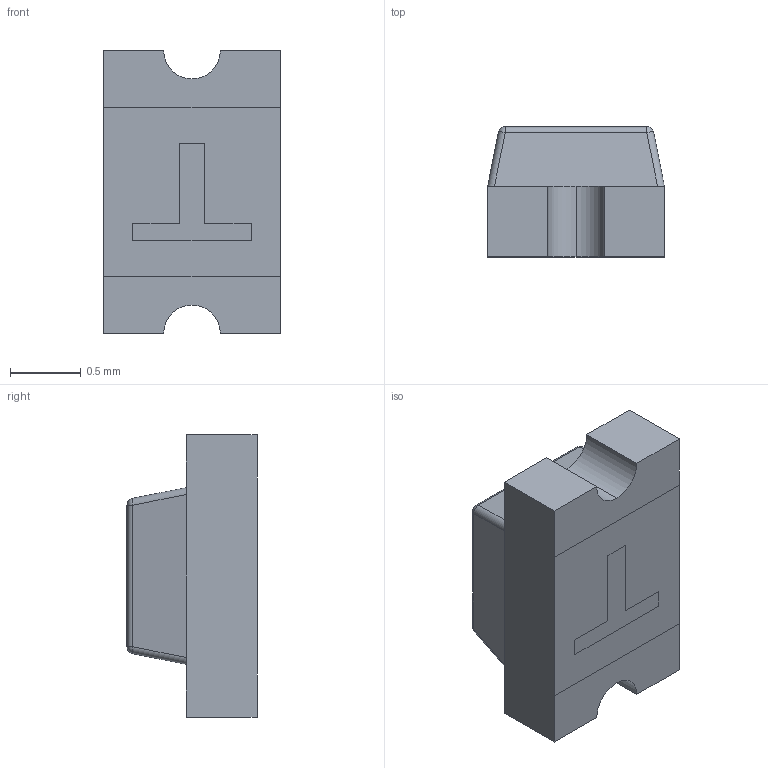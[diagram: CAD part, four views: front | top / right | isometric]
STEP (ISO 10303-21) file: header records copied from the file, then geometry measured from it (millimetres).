
FILE_DESCRIPTION(('HOOPS Exchange Step'),'2;1');
FILE_NAME('LSM0805Y.STP','2023-09-15T05:21:22-07:00',('RBI'),('None'),'HOOPS Exchange 2022.2','SOLIDWORKS MBD','None');
FILE_SCHEMA( ('AP242_MANAGED_MODEL_BASED_3D_ENGINEERING_MIM_LF {1 0 10303 442 1 1 4 }') );
Length unit declared in the file: millimetre
Products named in the file (1): Default
Bounding box: 1.25 x 0.92 x 2 mm (x, y, z)
Volume: 1.8 mm3; surface area: 9.7 mm2
Topology: 1 solids, 1 shells, 32 faces, 83 edges, 50 vertices
Faces by surface type: plane 17, cylinder 11, sphere 4
Entity records: 1064 total; most frequent: DIRECTION 173, CARTESIAN_POINT 166, ORIENTED_EDGE 158, EDGE_CURVE 79, AXIS2_PLACEMENT_3D 58, VECTOR 57, LINE 57, VERTEX_POINT 50
